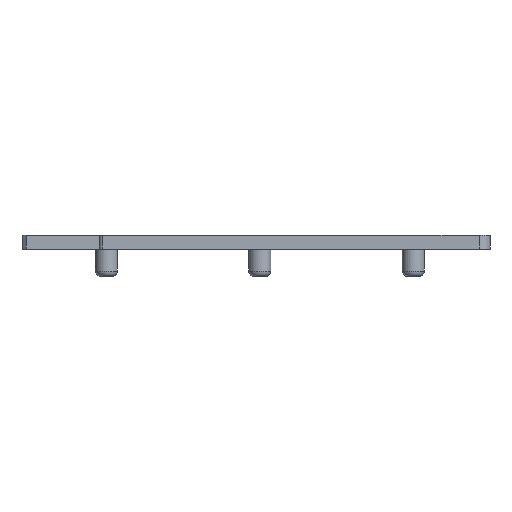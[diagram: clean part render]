
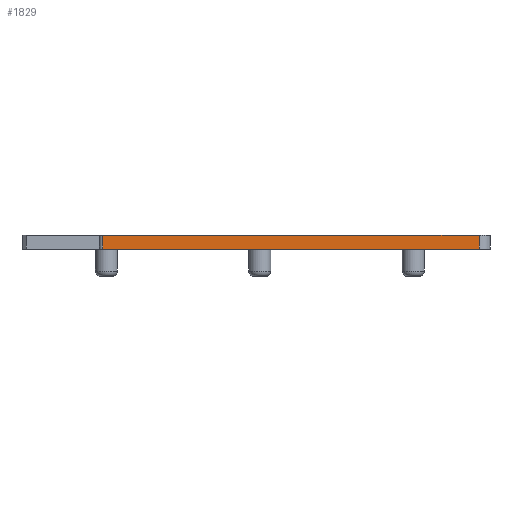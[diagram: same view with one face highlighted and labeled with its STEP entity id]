
A CAD part, front view. The second image highlights one B-rep face of the part: STEP entity #1829.
In plain terms, the highlighted planar face has unit normal (0, -1, 0).
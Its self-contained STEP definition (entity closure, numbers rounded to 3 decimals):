
#18 = CARTESIAN_POINT ( 'NONE',  ( -14.343, -15.605, 0.625 ) ) ;
#35 = ORIENTED_EDGE ( 'NONE', *, *, #238, .F. ) ;
#93 = LINE ( 'NONE', #18, #1463 ) ;
#175 = CARTESIAN_POINT ( 'NONE',  ( 20., -15.605, 0.625 ) ) ;
#212 = EDGE_CURVE ( 'NONE', #1705, #1321, #1825, .T. ) ;
#220 = EDGE_CURVE ( 'NONE', #1991, #611, #833, .T. ) ;
#238 = EDGE_CURVE ( 'NONE', #611, #1321, #1712, .T. ) ;
#275 = CARTESIAN_POINT ( 'NONE',  ( -14.343, -15.605, -0.625 ) ) ;
#314 = CARTESIAN_POINT ( 'NONE',  ( -14.343, -15.605, 0.625 ) ) ;
#381 = ORIENTED_EDGE ( 'NONE', *, *, #220, .F. ) ;
#423 = CARTESIAN_POINT ( 'NONE',  ( -14.343, -15.605, -0.625 ) ) ;
#459 = ORIENTED_EDGE ( 'NONE', *, *, #2227, .T. ) ;
#611 = VERTEX_POINT ( 'NONE', #175 ) ;
#663 = CARTESIAN_POINT ( 'NONE',  ( -14.343, -15.605, 0.625 ) ) ;
#718 = DIRECTION ( 'NONE',  ( 1., 0., 0. ) ) ;
#773 = CARTESIAN_POINT ( 'NONE',  ( 20., -15.605, 0.625 ) ) ;
#779 = VECTOR ( 'NONE', #1417, 1000. ) ;
#833 = LINE ( 'NONE', #1773, #1458 ) ;
#847 = DIRECTION ( 'NONE',  ( 0., 1., 0. ) ) ;
#1008 = ORIENTED_EDGE ( 'NONE', *, *, #212, .T. ) ;
#1013 = AXIS2_PLACEMENT_3D ( 'NONE', #314, #847, #2052 ) ;
#1046 = EDGE_LOOP ( 'NONE', ( #1008, #35, #381, #459 ) ) ;
#1102 = DIRECTION ( 'NONE',  ( 0., 0., -1. ) ) ;
#1162 = FACE_OUTER_BOUND ( 'NONE', #1046, .T. ) ;
#1321 = VERTEX_POINT ( 'NONE', #1444 ) ;
#1417 = DIRECTION ( 'NONE',  ( 0., 0., -1. ) ) ;
#1444 = CARTESIAN_POINT ( 'NONE',  ( 20., -15.605, -0.625 ) ) ;
#1458 = VECTOR ( 'NONE', #718, 1000. ) ;
#1463 = VECTOR ( 'NONE', #1102, 1000. ) ;
#1705 = VERTEX_POINT ( 'NONE', #275 ) ;
#1712 = LINE ( 'NONE', #773, #779 ) ;
#1761 = VECTOR ( 'NONE', #1824, 1000. ) ;
#1773 = CARTESIAN_POINT ( 'NONE',  ( -14.343, -15.605, 0.625 ) ) ;
#1824 = DIRECTION ( 'NONE',  ( 1., 0., 0. ) ) ;
#1825 = LINE ( 'NONE', #423, #1761 ) ;
#1829 = ADVANCED_FACE ( 'NONE', ( #1162 ), #1895, .F. ) ;
#1895 = PLANE ( 'NONE',  #1013 ) ;
#1991 = VERTEX_POINT ( 'NONE', #663 ) ;
#2052 = DIRECTION ( 'NONE',  ( -1., 0., 0. ) ) ;
#2227 = EDGE_CURVE ( 'NONE', #1991, #1705, #93, .T. ) ;
